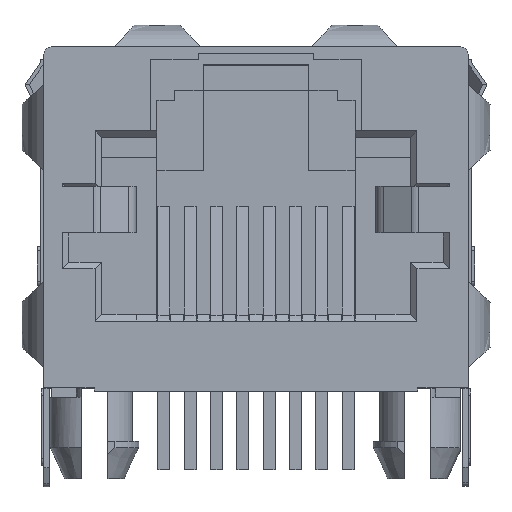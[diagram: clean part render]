
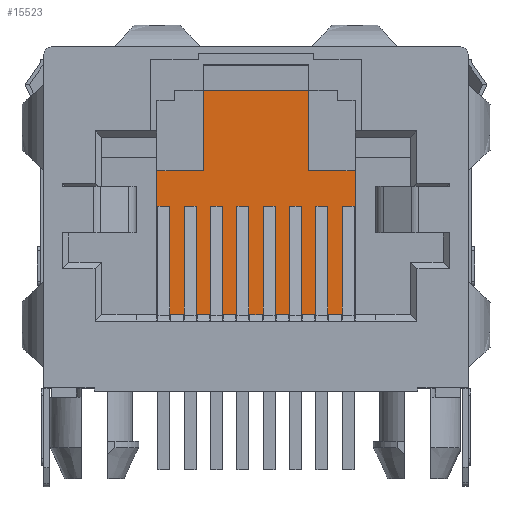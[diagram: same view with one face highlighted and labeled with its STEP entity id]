
A CAD part, top view. The second image highlights one B-rep face of the part: STEP entity #15523.
In plain terms, the highlighted planar face has unit normal (0, 0, 1).
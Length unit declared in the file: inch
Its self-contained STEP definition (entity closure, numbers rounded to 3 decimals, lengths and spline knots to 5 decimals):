
#3207=DIRECTION('',(0.,-1.,0.));
#3208=VECTOR('',#3207,0.1215);
#3209=CARTESIAN_POINT('',(-0.08,0.206,-0.161));
#3210=LINE('',#3209,#3208);
#3227=DIRECTION('',(0.,1.,0.));
#3228=VECTOR('',#3227,0.1215);
#3229=CARTESIAN_POINT('',(0.08,0.0845,-0.161));
#3230=LINE('',#3229,#3228);
#5159=DIRECTION('',(1.,0.,0.));
#5160=VECTOR('',#5159,0.16);
#5161=CARTESIAN_POINT('',(-0.08,0.206,-0.161));
#5162=LINE('',#5161,#5160);
#5163=DIRECTION('',(-1.,0.,0.));
#5164=VECTOR('',#5163,0.0705);
#5165=CARTESIAN_POINT('',(0.1505,0.0845,-0.161));
#5166=LINE('',#5165,#5164);
#5167=DIRECTION('',(0.,1.,0.));
#5168=VECTOR('',#5167,0.219);
#5169=CARTESIAN_POINT('',(0.1505,-0.1345,-0.161));
#5170=LINE('',#5169,#5168);
#5171=DIRECTION('',(1.,0.,0.));
#5172=VECTOR('',#5171,0.301);
#5173=CARTESIAN_POINT('',(-0.1505,-0.1345,-0.161));
#5174=LINE('',#5173,#5172);
#5175=DIRECTION('',(0.,-1.,0.));
#5176=VECTOR('',#5175,0.219);
#5177=CARTESIAN_POINT('',(-0.1505,0.0845,-0.161));
#5178=LINE('',#5177,#5176);
#5179=DIRECTION('',(1.,0.,0.));
#5180=VECTOR('',#5179,0.0705);
#5181=CARTESIAN_POINT('',(-0.1505,0.0845,-0.161));
#5182=LINE('',#5181,#5180);
#6332=CARTESIAN_POINT('',(-0.1505,-0.1345,-0.161));
#6333=CARTESIAN_POINT('',(0.1505,-0.1345,-0.161));
#6334=VERTEX_POINT('',#6332);
#6335=VERTEX_POINT('',#6333);
#6496=CARTESIAN_POINT('',(0.1505,0.0845,-0.161));
#6497=VERTEX_POINT('',#6496);
#6498=CARTESIAN_POINT('',(-0.1505,0.0845,-0.161));
#6499=VERTEX_POINT('',#6498);
#7538=CARTESIAN_POINT('',(-0.08,0.0845,-0.161));
#7539=VERTEX_POINT('',#7538);
#7540=CARTESIAN_POINT('',(-0.08,0.206,-0.161));
#7541=VERTEX_POINT('',#7540);
#7795=CARTESIAN_POINT('',(0.08,0.0845,-0.161));
#7796=VERTEX_POINT('',#7795);
#7797=CARTESIAN_POINT('',(0.08,0.206,-0.161));
#7798=VERTEX_POINT('',#7797);
#15506=CARTESIAN_POINT('',(0.,0.,-0.161));
#15507=DIRECTION('',(0.,0.,-1.));
#15508=DIRECTION('',(-1.,0.,0.));
#15509=AXIS2_PLACEMENT_3D('',#15506,#15507,#15508);
#15510=PLANE('',#15509);
#15511=ORIENTED_EDGE('',*,*,#12408,.F.);
#15513=ORIENTED_EDGE('',*,*,#15512,.T.);
#15514=ORIENTED_EDGE('',*,*,#12452,.F.);
#15515=ORIENTED_EDGE('',*,*,#15498,.F.);
#15516=ORIENTED_EDGE('',*,*,#12530,.F.);
#15517=ORIENTED_EDGE('',*,*,#12663,.F.);
#15518=ORIENTED_EDGE('',*,*,#12331,.F.);
#15520=ORIENTED_EDGE('',*,*,#15519,.T.);
#15521=EDGE_LOOP('',(#15511,#15513,#15514,#15515,#15516,#15517,#15518,#15520));
#15522=FACE_OUTER_BOUND('',#15521,.F.);
#15523=ADVANCED_FACE('',(#15522),#15510,.F.);
#12331=EDGE_CURVE('',#6499,#6334,#5178,.T.);
#12408=EDGE_CURVE('',#7541,#7539,#3210,.T.);
#12452=EDGE_CURVE('',#7796,#7798,#3230,.T.);
#12530=EDGE_CURVE('',#6335,#6497,#5170,.T.);
#12663=EDGE_CURVE('',#6334,#6335,#5174,.T.);
#15498=EDGE_CURVE('',#6497,#7796,#5166,.T.);
#15512=EDGE_CURVE('',#7541,#7798,#5162,.T.);
#15519=EDGE_CURVE('',#6499,#7539,#5182,.T.);
